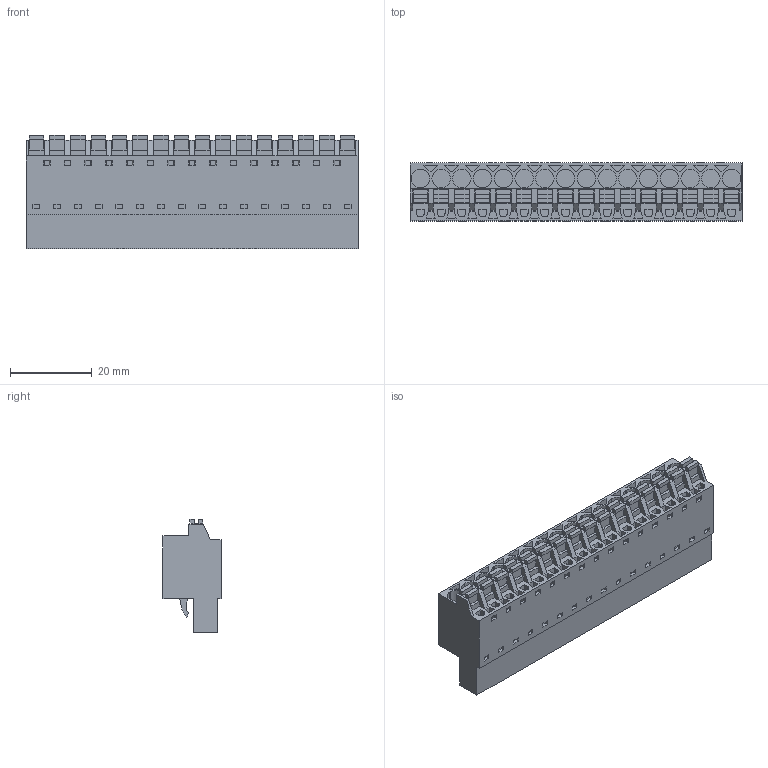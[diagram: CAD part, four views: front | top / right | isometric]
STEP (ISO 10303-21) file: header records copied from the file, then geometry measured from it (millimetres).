
FILE_DESCRIPTION(('CATIA V5 STEP Exchange','CAx-IF Rec.Pracs.--- Model Styling and Organization---1.2---2011-12-15'),'2;1');
FILE_NAME ('D1446579_0_1013840000_1013840000.stp','2017-04-28T12:48:36+00:00',('none'),('Weidmueller'),'CATIA Version 5-6 Release 2014','CATIA V5 STEP AP214','none');
FILE_SCHEMA(('AUTOMOTIVE_DESIGN { 1 0 10303 214 1 1 1 1 }'));
Length unit declared in the file: millimetre
Products named in the file (1): 1013840000
Bounding box: 81.28 x 14.2 x 27.73 mm (x, y, z)
Volume: 19298.6 mm3; surface area: 12789.8 mm2
Topology: 17 solids, 17 shells, 1114 faces, 3215 edges, 2247 vertices
Faces by surface type: plane 1000, cylinder 113, extrusion 1
Entity records: 35812 total; most frequent: CARTESIAN_POINT 6794, ORIENTED_EDGE 6430, DIRECTION 4509, EDGE_CURVE 3215, VECTOR 2988, LINE 2987, VERTEX_POINT 2247, EDGE_LOOP 1286
